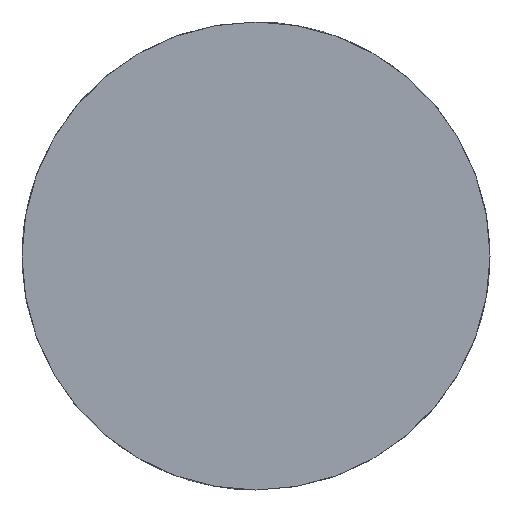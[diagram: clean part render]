
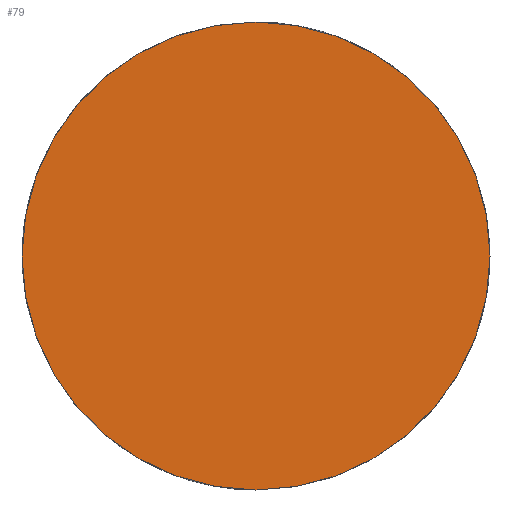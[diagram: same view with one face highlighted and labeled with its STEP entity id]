
A CAD part, left-side view. The second image highlights one B-rep face of the part: STEP entity #79.
In plain terms, the highlighted planar face has unit normal (-1, 0, 0).
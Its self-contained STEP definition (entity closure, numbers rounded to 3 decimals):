
#5 = VERTEX_POINT ( 'NONE', #78 ) ;
#19 = ORIENTED_EDGE ( 'NONE', *, *, #50, .T. ) ;
#25 = DIRECTION ( 'NONE',  ( 0., 0., -1. ) ) ;
#26 = DIRECTION ( 'NONE',  ( -1., 0., 0. ) ) ;
#29 = CARTESIAN_POINT ( 'NONE',  ( 0., 25., -25. ) ) ;
#33 = CIRCLE ( 'NONE', #131, 25. ) ;
#35 = DIRECTION ( 'NONE',  ( 0., 0., 1. ) ) ;
#38 = PLANE ( 'NONE',  #119 ) ;
#42 = EDGE_LOOP ( 'NONE', ( #19, #129 ) ) ;
#46 = VERTEX_POINT ( 'NONE', #29 ) ;
#50 = EDGE_CURVE ( 'NONE', #5, #46, #33, .T. ) ;
#56 = CARTESIAN_POINT ( 'NONE',  ( 0., 50., -25. ) ) ;
#67 = CARTESIAN_POINT ( 'NONE',  ( 0., 25., 0. ) ) ;
#74 = CIRCLE ( 'NONE', #134, 25. ) ;
#76 = DIRECTION ( 'NONE',  ( -1., 0., 0. ) ) ;
#78 = CARTESIAN_POINT ( 'NONE',  ( 0., 25., 25. ) ) ;
#79 = ADVANCED_FACE ( 'NONE', ( #135 ), #38, .F. ) ;
#103 = DIRECTION ( 'NONE',  ( 0., 0., 1. ) ) ;
#110 = EDGE_CURVE ( 'NONE', #46, #5, #74, .T. ) ;
#112 = DIRECTION ( 'NONE',  ( 1., 0., 0. ) ) ;
#113 = CARTESIAN_POINT ( 'NONE',  ( 0., 25., 0. ) ) ;
#119 = AXIS2_PLACEMENT_3D ( 'NONE', #56, #112, #25 ) ;
#129 = ORIENTED_EDGE ( 'NONE', *, *, #110, .T. ) ;
#131 = AXIS2_PLACEMENT_3D ( 'NONE', #113, #26, #103 ) ;
#134 = AXIS2_PLACEMENT_3D ( 'NONE', #67, #76, #35 ) ;
#135 = FACE_OUTER_BOUND ( 'NONE', #42, .T. ) ;
